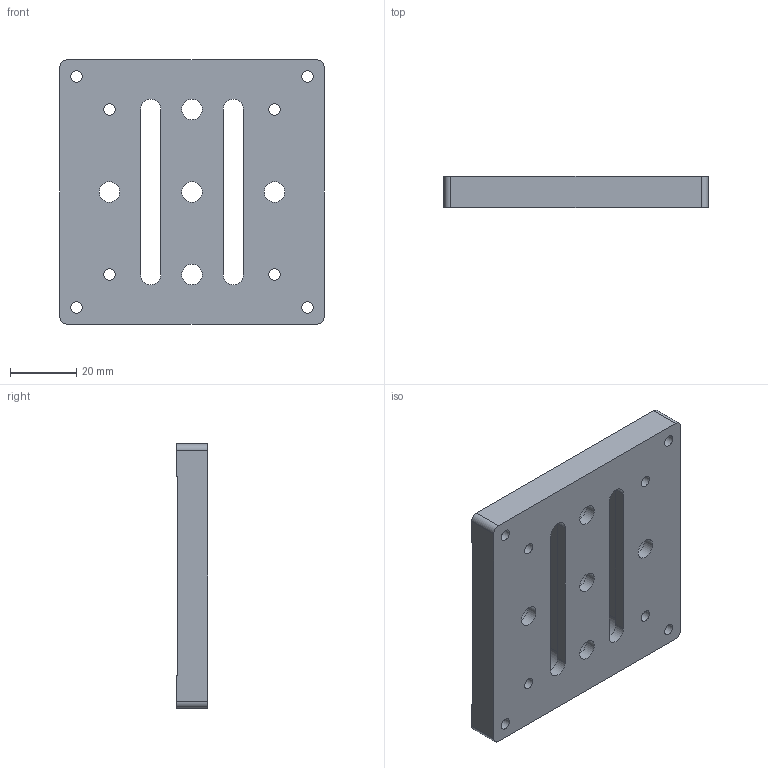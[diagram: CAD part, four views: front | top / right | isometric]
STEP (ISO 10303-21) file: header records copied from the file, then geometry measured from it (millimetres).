
FILE_DESCRIPTION (( 'STEP AP203' ), '1' );
FILE_NAME ('516302蛌諉啣.STEP', '2022-08-26T10:43:03', ( '' ), ( '' ), 'SwSTEP 2.0', 'SolidWorks 2020', '' );
FILE_SCHEMA (( 'CONFIG_CONTROL_DESIGN' ));
Length unit declared in the file: millimetre
Products named in the file (1): 516302蛌諉啣
Bounding box: 80 x 9.5 x 80 mm (x, y, z)
Volume: 45470.5 mm3; surface area: 18383.8 mm2
Topology: 1 solids, 1 shells, 63 faces, 181 edges, 123 vertices
Faces by surface type: plane 33, cylinder 30
Full cylindrical faces by diameter (mm): 3.5 x8, 6.2 x5, 10.5 x5
Entity records: 2067 total; most frequent: DIRECTION 352, CARTESIAN_POINT 332, ORIENTED_EDGE 308, EDGE_CURVE 154, AXIS2_PLACEMENT_3D 134, EDGE_LOOP 114, VERTEX_POINT 114, LINE 84
